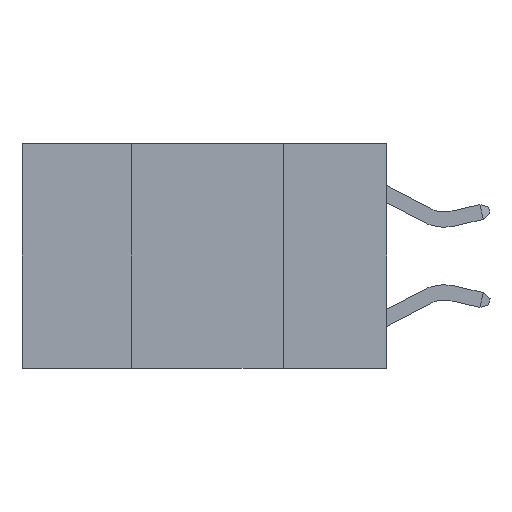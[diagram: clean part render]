
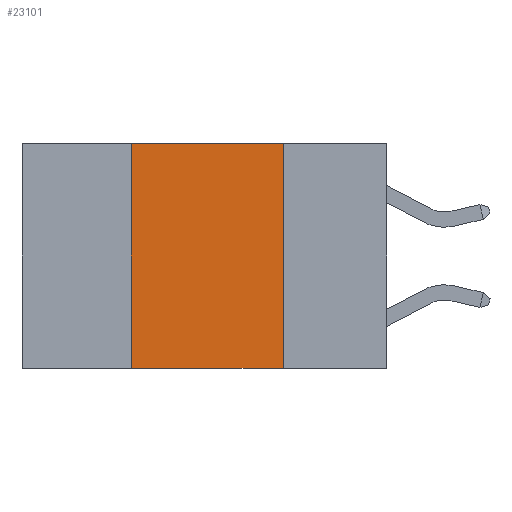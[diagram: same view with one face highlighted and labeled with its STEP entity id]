
A CAD part, left-side view. The second image highlights one B-rep face of the part: STEP entity #23101.
In plain terms, the highlighted planar face has unit normal (-1, 0, 0).
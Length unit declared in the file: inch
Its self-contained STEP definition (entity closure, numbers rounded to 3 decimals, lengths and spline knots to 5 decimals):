
#393 = LINE ( 'NONE', #22562, #27087 ) ;
#977 = CARTESIAN_POINT ( 'NONE',  ( 0., 0.6, 0. ) ) ;
#1385 = LINE ( 'NONE', #22488, #23204 ) ;
#3111 = DIRECTION ( 'NONE',  ( 0., -1., 0. ) ) ;
#3778 = VERTEX_POINT ( 'NONE', #14331 ) ;
#4695 = EDGE_LOOP ( 'NONE', ( #10285, #15992, #11312, #21391 ) ) ;
#4735 = VERTEX_POINT ( 'NONE', #26116 ) ;
#4884 = LINE ( 'NONE', #977, #15559 ) ;
#6962 = EDGE_CURVE ( 'NONE', #4735, #3778, #1385, .T. ) ;
#7376 = CARTESIAN_POINT ( 'NONE',  ( 0., 0.42, 0. ) ) ;
#7803 = DIRECTION ( 'NONE',  ( 0., -1., 0. ) ) ;
#8498 = PLANE ( 'NONE',  #26439 ) ;
#9518 = DIRECTION ( 'NONE',  ( 0., 0., 1. ) ) ;
#10285 = ORIENTED_EDGE ( 'NONE', *, *, #25600, .F. ) ;
#10636 = DIRECTION ( 'NONE',  ( 1., 0., 0. ) ) ;
#11312 = ORIENTED_EDGE ( 'NONE', *, *, #26162, .F. ) ;
#12071 = CARTESIAN_POINT ( 'NONE',  ( 0., 0.42, 0. ) ) ;
#13284 = VERTEX_POINT ( 'NONE', #23046 ) ;
#13395 = VECTOR ( 'NONE', #9518, 39.37008 ) ;
#14258 = DIRECTION ( 'NONE',  ( 0., 0., -1. ) ) ;
#14331 = CARTESIAN_POINT ( 'NONE',  ( 0., 0.17, -0.37 ) ) ;
#15559 = VECTOR ( 'NONE', #3111, 39.37008 ) ;
#15992 = ORIENTED_EDGE ( 'NONE', *, *, #17062, .F. ) ;
#17062 = EDGE_CURVE ( 'NONE', #24245, #13284, #4884, .T. ) ;
#17242 = FACE_OUTER_BOUND ( 'NONE', #4695, .T. ) ;
#19639 = LINE ( 'NONE', #7376, #13395 ) ;
#21391 = ORIENTED_EDGE ( 'NONE', *, *, #6962, .T. ) ;
#22488 = CARTESIAN_POINT ( 'NONE',  ( 0., 0.6, -0.37 ) ) ;
#22562 = CARTESIAN_POINT ( 'NONE',  ( 0., 0.17, 0. ) ) ;
#23046 = CARTESIAN_POINT ( 'NONE',  ( 0., 0.17, 0. ) ) ;
#23101 = ADVANCED_FACE ( 'NONE', ( #17242 ), #8498, .F. ) ;
#23204 = VECTOR ( 'NONE', #7803, 39.37008 ) ;
#24245 = VERTEX_POINT ( 'NONE', #12071 ) ;
#25239 = CARTESIAN_POINT ( 'NONE',  ( 0., 0.6, 0. ) ) ;
#25332 = DIRECTION ( 'NONE',  ( 0., 0., -1. ) ) ;
#25600 = EDGE_CURVE ( 'NONE', #13284, #3778, #393, .T. ) ;
#26116 = CARTESIAN_POINT ( 'NONE',  ( 0., 0.42, -0.37 ) ) ;
#26162 = EDGE_CURVE ( 'NONE', #4735, #24245, #19639, .T. ) ;
#26439 = AXIS2_PLACEMENT_3D ( 'NONE', #25239, #10636, #25332 ) ;
#27087 = VECTOR ( 'NONE', #14258, 39.37008 ) ;
